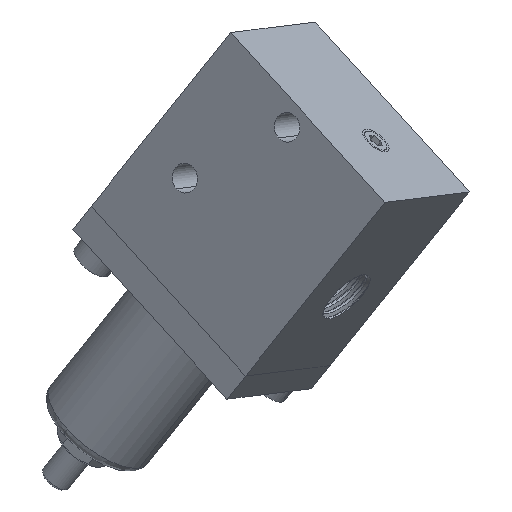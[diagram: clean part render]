
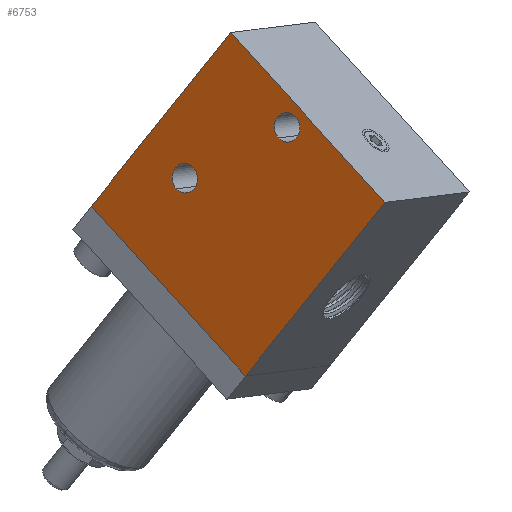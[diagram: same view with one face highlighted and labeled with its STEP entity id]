
A CAD part, front view. The second image highlights one B-rep face of the part: STEP entity #6753.
In plain terms, the highlighted face is planar.
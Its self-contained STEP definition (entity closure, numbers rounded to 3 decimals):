
#164 = DIRECTION ( 'NONE',  ( 0., 0., 1. ) ) ;
#165 = DIRECTION ( 'NONE',  ( 0., 1., 0. ) ) ;
#166 = CARTESIAN_POINT ( 'NONE',  ( -11.5, -15., 18. ) ) ;
#167 = DIRECTION ( 'NONE',  ( 0., 0., 1. ) ) ;
#168 = DIRECTION ( 'NONE',  ( 0., 1., 0. ) ) ;
#169 = CARTESIAN_POINT ( 'NONE',  ( -2., -15., 40.5 ) ) ;
#170 = DIRECTION ( 'NONE',  ( 1., 0., 0. ) ) ;
#171 = CARTESIAN_POINT ( 'NONE',  ( -22.5, -15., 0. ) ) ;
#172 = DIRECTION ( 'NONE',  ( 0., 0., -1. ) ) ;
#173 = CARTESIAN_POINT ( 'NONE',  ( -22.5, -15., 0. ) ) ;
#228 = DIRECTION ( 'NONE',  ( -1., 0., 0. ) ) ;
#229 = CARTESIAN_POINT ( 'NONE',  ( -22.5, -15., 45. ) ) ;
#237 = DIRECTION ( 'NONE',  ( 0., 0., 1. ) ) ;
#238 = CARTESIAN_POINT ( 'NONE',  ( 22.5, -15., 0. ) ) ;
#651 = DIRECTION ( 'NONE',  ( 0., 0., -1. ) ) ;
#652 = DIRECTION ( 'NONE',  ( 0., -1., 0. ) ) ;
#653 = CARTESIAN_POINT ( 'NONE',  ( -22.5, -15., 0. ) ) ;
#654 = PLANE ( 'NONE',  #1277 ) ;
#1277 = AXIS2_PLACEMENT_3D ( 'NONE', #653, #652, #651 ) ;
#1916 = VECTOR ( 'NONE', #170, 1000. ) ;
#1937 = CIRCLE ( 'NONE', #2148, 2.75 ) ;
#1947 = CIRCLE ( 'NONE', #2151, 2.75 ) ;
#2032 = VECTOR ( 'NONE', #172, 1000. ) ;
#2113 = VECTOR ( 'NONE', #228, 1000. ) ;
#2119 = VECTOR ( 'NONE', #237, 1000. ) ;
#2148 = AXIS2_PLACEMENT_3D ( 'NONE', #169, #168, #167 ) ;
#2151 = AXIS2_PLACEMENT_3D ( 'NONE', #166, #165, #164 ) ;
#5630 = CARTESIAN_POINT ( 'NONE',  ( -2., -15., 40.5 ) ) ;
#5631 = DIRECTION ( 'NONE',  ( 0., 1., 0. ) ) ;
#5632 = DIRECTION ( 'NONE',  ( 0., 0., 1. ) ) ;
#5640 = CARTESIAN_POINT ( 'NONE',  ( -11.5, -15., 18. ) ) ;
#5641 = DIRECTION ( 'NONE',  ( 0., 1., 0. ) ) ;
#5642 = DIRECTION ( 'NONE',  ( 0., 0., 1. ) ) ;
#6525 = EDGE_CURVE ( 'NONE', #16104, #16105, #11711, .T. ) ;
#6529 = EDGE_CURVE ( 'NONE', #16105, #16106, #11715, .T. ) ;
#6533 = EDGE_CURVE ( 'NONE', #16106, #16108, #11717, .T. ) ;
#6534 = EDGE_CURVE ( 'NONE', #16108, #16104, #11718, .T. ) ;
#6535 = EDGE_CURVE ( 'NONE', #15779, #15775, #1937, .T. ) ;
#6536 = EDGE_CURVE ( 'NONE', #15768, #15763, #1947, .T. ) ;
#6753 = ADVANCED_FACE ( 'NONE', ( #11863, #11864, #11865 ), #654, .T. ) ;
#10010 = EDGE_CURVE ( 'NONE', #15775, #15779, #19325, .T. ) ;
#10019 = EDGE_CURVE ( 'NONE', #15763, #15768, #19404, .T. ) ;
#11503 = EDGE_LOOP ( 'NONE', ( #14084, #14085, #14086, #14078 ) ) ;
#11504 = EDGE_LOOP ( 'NONE', ( #14082, #14083 ) ) ;
#11505 = EDGE_LOOP ( 'NONE', ( #14080, #14081 ) ) ;
#11711 = LINE ( 'NONE', #238, #2119 ) ;
#11715 = LINE ( 'NONE', #229, #2113 ) ;
#11717 = LINE ( 'NONE', #173, #2032 ) ;
#11718 = LINE ( 'NONE', #171, #1916 ) ;
#11863 = FACE_BOUND ( 'NONE', #11505, .T. ) ;
#11864 = FACE_BOUND ( 'NONE', #11504, .T. ) ;
#11865 = FACE_OUTER_BOUND ( 'NONE', #11503, .T. ) ;
#14078 = ORIENTED_EDGE ( 'NONE', *, *, #6529, .T. ) ;
#14080 = ORIENTED_EDGE ( 'NONE', *, *, #6536, .T. ) ;
#14081 = ORIENTED_EDGE ( 'NONE', *, *, #10019, .T. ) ;
#14082 = ORIENTED_EDGE ( 'NONE', *, *, #6535, .T. ) ;
#14083 = ORIENTED_EDGE ( 'NONE', *, *, #10010, .T. ) ;
#14084 = ORIENTED_EDGE ( 'NONE', *, *, #6533, .T. ) ;
#14085 = ORIENTED_EDGE ( 'NONE', *, *, #6534, .T. ) ;
#14086 = ORIENTED_EDGE ( 'NONE', *, *, #6525, .T. ) ;
#15763 = VERTEX_POINT ( 'NONE', #16689 ) ;
#15768 = VERTEX_POINT ( 'NONE', #16690 ) ;
#15775 = VERTEX_POINT ( 'NONE', #16693 ) ;
#15779 = VERTEX_POINT ( 'NONE', #16694 ) ;
#16104 = VERTEX_POINT ( 'NONE', #16812 ) ;
#16105 = VERTEX_POINT ( 'NONE', #16813 ) ;
#16106 = VERTEX_POINT ( 'NONE', #16814 ) ;
#16108 = VERTEX_POINT ( 'NONE', #16816 ) ;
#16689 = CARTESIAN_POINT ( 'NONE',  ( -11.5, -15., 15.25 ) ) ;
#16690 = CARTESIAN_POINT ( 'NONE',  ( -11.5, -15., 20.75 ) ) ;
#16693 = CARTESIAN_POINT ( 'NONE',  ( -2., -15., 37.75 ) ) ;
#16694 = CARTESIAN_POINT ( 'NONE',  ( -2., -15., 43.25 ) ) ;
#16812 = CARTESIAN_POINT ( 'NONE',  ( 22.5, -15., 0. ) ) ;
#16813 = CARTESIAN_POINT ( 'NONE',  ( 22.5, -15., 45. ) ) ;
#16814 = CARTESIAN_POINT ( 'NONE',  ( -22.5, -15., 45. ) ) ;
#16816 = CARTESIAN_POINT ( 'NONE',  ( -22.5, -15., 0. ) ) ;
#19325 = CIRCLE ( 'NONE', #19390, 2.75 ) ;
#19385 = AXIS2_PLACEMENT_3D ( 'NONE', #5640, #5641, #5642 ) ;
#19390 = AXIS2_PLACEMENT_3D ( 'NONE', #5630, #5631, #5632 ) ;
#19404 = CIRCLE ( 'NONE', #19385, 2.75 ) ;
